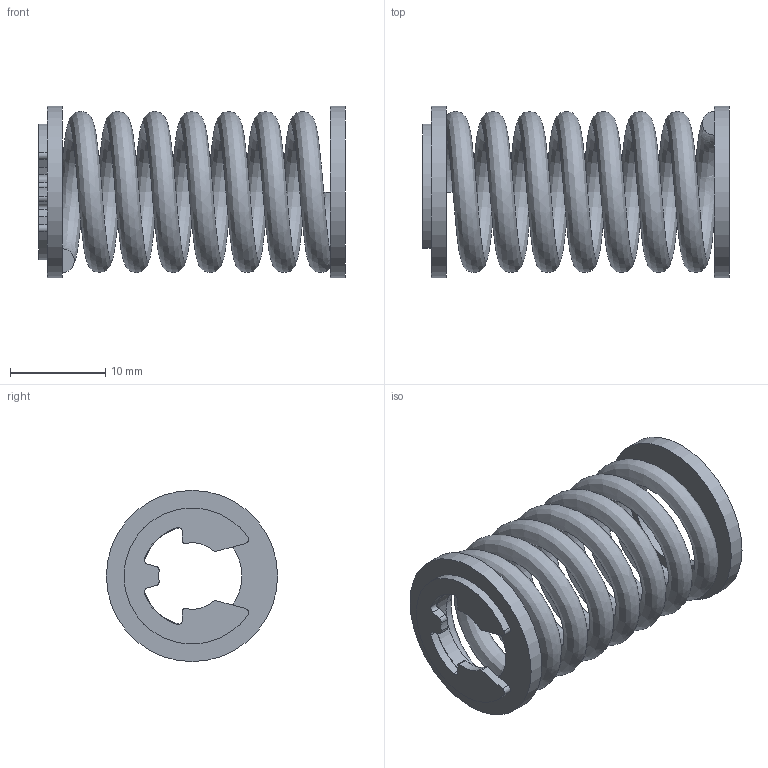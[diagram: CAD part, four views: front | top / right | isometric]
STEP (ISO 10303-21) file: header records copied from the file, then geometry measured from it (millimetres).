
FILE_DESCRIPTION(/* description */ ('Unknown'),/* implementation_level */ '2;1');
FILE_NAME(/* name */ 'AP-1020S000E_STEP',/* time_stamp */ '2022-01-05T13:32:54+01:00',/* author */ ('Unknown'),/* organization */ ('Unknown'),/* preprocessor_version */ 'ST-DEVELOPER v16.7',/* originating_system */ 'DEX',/* authorisation */ $);
FILE_SCHEMA (('AUTOMOTIVE_DESIGN {1 0 10303 214 3 1 1}'));
Length unit declared in the file: millimetre
Products named in the file (4): AP-1020S000E_0; AP-1020-001-033-A_0; WU-6807-009_0; WU-6001-810_0
Assembly tree (4 placements, depth 2):
  AP-1020S000E_0
    AP-1020-001-033-A_0
    WU-6807-009_0
    WU-6001-810_0  x2
Bounding box: 32.25 x 18 x 18 mm (x, y, z)
Volume: 2194.3 mm3; surface area: 3766.8 mm2
Topology: 4 solids, 4 shells, 39 faces, 91 edges, 60 vertices
Faces by surface type: cylinder 22, plane 16, bspline 1
Full cylindrical faces by diameter (mm): 10.5 x2, 18 x2
Entity records: 1844 total; most frequent: CARTESIAN_POINT 886, DIRECTION 200, ORIENTED_EDGE 164, EDGE_CURVE 82, AXIS2_PLACEMENT_3D 81, VERTEX_POINT 56, CIRCLE 42, EDGE_LOOP 40
